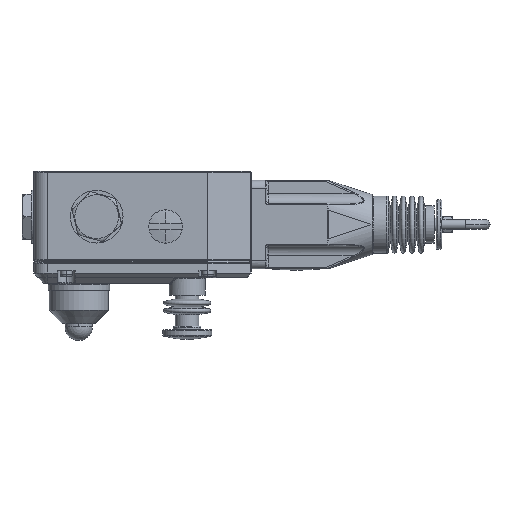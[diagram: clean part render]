
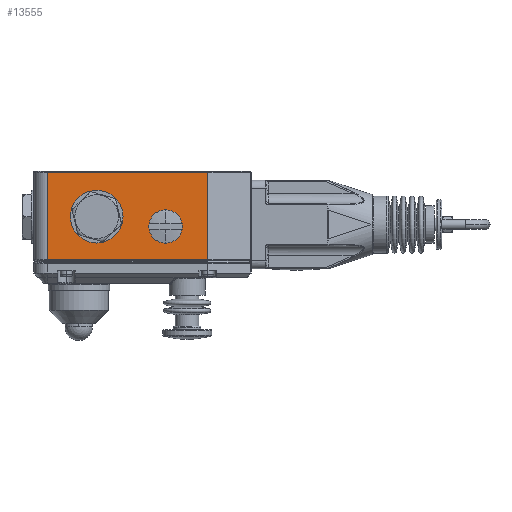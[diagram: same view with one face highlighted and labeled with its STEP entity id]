
A CAD part, left-side view. The second image highlights one B-rep face of the part: STEP entity #13555.
In plain terms, the highlighted planar face has unit normal (-1, 0, 0).
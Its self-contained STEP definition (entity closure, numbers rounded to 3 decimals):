
#10 = VECTOR ( 'NONE', #11952, 1000. ) ;
#66 = CARTESIAN_POINT ( 'NONE',  ( -31.5, 22.127, -17.934 ) ) ;
#229 = CARTESIAN_POINT ( 'NONE',  ( -31.5, 43.5, 7.5 ) ) ;
#1329 = DIRECTION ( 'NONE',  ( -1., 0., 0. ) ) ;
#1428 = DIRECTION ( 'NONE',  ( 1., 0., 0. ) ) ;
#1895 = ORIENTED_EDGE ( 'NONE', *, *, #23243, .F. ) ;
#1966 = EDGE_CURVE ( 'NONE', #27096, #15962, #22094, .T. ) ;
#1978 = DIRECTION ( 'NONE',  ( -1., 0., 0. ) ) ;
#2313 = CARTESIAN_POINT ( 'NONE',  ( -31.5, 43.5, -1. ) ) ;
#2351 = CARTESIAN_POINT ( 'NONE',  ( -31.5, 110.5, -17.934 ) ) ;
#2966 = AXIS2_PLACEMENT_3D ( 'NONE', #15072, #1428, #17383 ) ;
#3504 = VERTEX_POINT ( 'NONE', #3564 ) ;
#3564 = CARTESIAN_POINT ( 'NONE',  ( -31.5, 22.127, 26.5 ) ) ;
#4309 = EDGE_CURVE ( 'NONE', #16618, #27915, #28944, .T. ) ;
#4583 = DIRECTION ( 'NONE',  ( 0., 0., -1. ) ) ;
#4704 = VECTOR ( 'NONE', #9691, 1000. ) ;
#5602 = CARTESIAN_POINT ( 'NONE',  ( -31.5, 103.5, -17.934 ) ) ;
#6628 = EDGE_LOOP ( 'NONE', ( #1895, #8398 ) ) ;
#6706 = EDGE_LOOP ( 'NONE', ( #24812, #22703 ) ) ;
#7242 = LINE ( 'NONE', #17486, #12594 ) ;
#8370 = VECTOR ( 'NONE', #16007, 1000. ) ;
#8398 = ORIENTED_EDGE ( 'NONE', *, *, #4309, .F. ) ;
#8405 = DIRECTION ( 'NONE',  ( -1., 0., 0. ) ) ;
#9077 = LINE ( 'NONE', #2351, #8370 ) ;
#9352 = ORIENTED_EDGE ( 'NONE', *, *, #13243, .T. ) ;
#9680 = EDGE_CURVE ( 'NONE', #27431, #3504, #10767, .T. ) ;
#9691 = DIRECTION ( 'NONE',  ( 0., 0., 1. ) ) ;
#9773 = FACE_BOUND ( 'NONE', #6706, .T. ) ;
#10767 = LINE ( 'NONE', #18762, #4704 ) ;
#11667 = CIRCLE ( 'NONE', #26455, 8.5 ) ;
#11908 = EDGE_CURVE ( 'NONE', #15962, #27096, #11667, .T. ) ;
#11952 = DIRECTION ( 'NONE',  ( 0., 0., -1. ) ) ;
#12101 = LINE ( 'NONE', #14162, #10 ) ;
#12358 = ORIENTED_EDGE ( 'NONE', *, *, #18112, .T. ) ;
#12594 = VECTOR ( 'NONE', #15182, 1000. ) ;
#13243 = EDGE_CURVE ( 'NONE', #17584, #27431, #9077, .T. ) ;
#13555 = ADVANCED_FACE ( 'NONE', ( #9773, #15845, #27280 ), #14974, .F. ) ;
#14162 = CARTESIAN_POINT ( 'NONE',  ( -31.5, 103.5, 27. ) ) ;
#14974 = PLANE ( 'NONE',  #2966 ) ;
#14981 = CARTESIAN_POINT ( 'NONE',  ( -31.5, 43.5, -1. ) ) ;
#15072 = CARTESIAN_POINT ( 'NONE',  ( -31.5, 110.5, 27. ) ) ;
#15115 = AXIS2_PLACEMENT_3D ( 'NONE', #22096, #8405, #24386 ) ;
#15182 = DIRECTION ( 'NONE',  ( 0., 1., 0. ) ) ;
#15591 = CARTESIAN_POINT ( 'NONE',  ( -31.5, 78.5, -9.4 ) ) ;
#15639 = CARTESIAN_POINT ( 'NONE',  ( -31.5, 78.5, 4. ) ) ;
#15845 = FACE_OUTER_BOUND ( 'NONE', #22490, .T. ) ;
#15962 = VERTEX_POINT ( 'NONE', #229 ) ;
#16007 = DIRECTION ( 'NONE',  ( 0., -1., 0. ) ) ;
#16618 = VERTEX_POINT ( 'NONE', #26431 ) ;
#17276 = DIRECTION ( 'NONE',  ( 0., 0., -1. ) ) ;
#17383 = DIRECTION ( 'NONE',  ( 0., 0., -1. ) ) ;
#17475 = CIRCLE ( 'NONE', #15115, 13.4 ) ;
#17486 = CARTESIAN_POINT ( 'NONE',  ( -31.5, 110.5, 26.5 ) ) ;
#17584 = VERTEX_POINT ( 'NONE', #5602 ) ;
#17934 = DIRECTION ( 'NONE',  ( 0., 0., -1. ) ) ;
#18112 = EDGE_CURVE ( 'NONE', #3504, #26821, #7242, .T. ) ;
#18249 = DIRECTION ( 'NONE',  ( -1., 0., 0. ) ) ;
#18762 = CARTESIAN_POINT ( 'NONE',  ( -31.5, 22.127, 27. ) ) ;
#22094 = CIRCLE ( 'NONE', #26102, 8.5 ) ;
#22096 = CARTESIAN_POINT ( 'NONE',  ( -31.5, 78.5, 4. ) ) ;
#22466 = CARTESIAN_POINT ( 'NONE',  ( -31.5, 103.5, 26.5 ) ) ;
#22490 = EDGE_LOOP ( 'NONE', ( #28819, #12358, #23143, #9352 ) ) ;
#22703 = ORIENTED_EDGE ( 'NONE', *, *, #11908, .F. ) ;
#23143 = ORIENTED_EDGE ( 'NONE', *, *, #28083, .T. ) ;
#23243 = EDGE_CURVE ( 'NONE', #27915, #16618, #17475, .T. ) ;
#23527 = AXIS2_PLACEMENT_3D ( 'NONE', #15639, #1978, #17934 ) ;
#23745 = CARTESIAN_POINT ( 'NONE',  ( -31.5, 43.5, -9.5 ) ) ;
#24386 = DIRECTION ( 'NONE',  ( 0., 0., -1. ) ) ;
#24812 = ORIENTED_EDGE ( 'NONE', *, *, #1966, .F. ) ;
#26102 = AXIS2_PLACEMENT_3D ( 'NONE', #14981, #1329, #17276 ) ;
#26431 = CARTESIAN_POINT ( 'NONE',  ( -31.5, 78.5, 17.4 ) ) ;
#26455 = AXIS2_PLACEMENT_3D ( 'NONE', #2313, #18249, #4583 ) ;
#26821 = VERTEX_POINT ( 'NONE', #22466 ) ;
#27096 = VERTEX_POINT ( 'NONE', #23745 ) ;
#27280 = FACE_BOUND ( 'NONE', #6628, .T. ) ;
#27431 = VERTEX_POINT ( 'NONE', #66 ) ;
#27915 = VERTEX_POINT ( 'NONE', #15591 ) ;
#28083 = EDGE_CURVE ( 'NONE', #26821, #17584, #12101, .T. ) ;
#28819 = ORIENTED_EDGE ( 'NONE', *, *, #9680, .T. ) ;
#28944 = CIRCLE ( 'NONE', #23527, 13.4 ) ;
